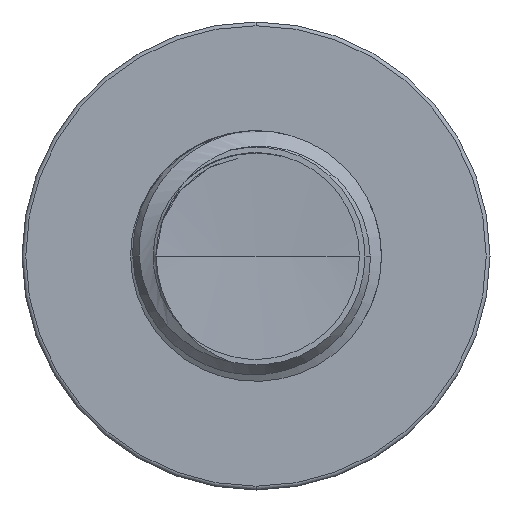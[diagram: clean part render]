
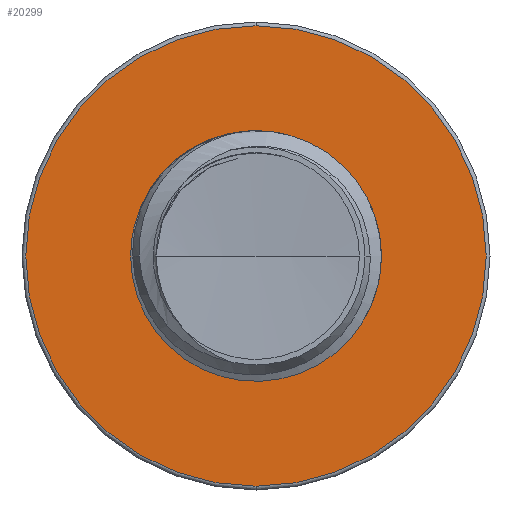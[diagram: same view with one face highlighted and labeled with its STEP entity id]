
A CAD part, front view. The second image highlights one B-rep face of the part: STEP entity #20299.
In plain terms, the highlighted planar face has unit normal (0, -1, 0).
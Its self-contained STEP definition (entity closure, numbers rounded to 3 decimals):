
#2722 = AXIS2_PLACEMENT_3D ( 'NONE', #27972, #27955, #27948 ) ;
#2924 = CARTESIAN_POINT ( 'NONE',  ( 0., 9., 1.436 ) ) ;
#3433 = EDGE_CURVE ( 'NONE', #19360, #22363, #9636, .T. ) ;
#3619 = EDGE_CURVE ( 'NONE', #26546, #19531, #26623, .T. ) ;
#3801 = CARTESIAN_POINT ( 'NONE',  ( 0., 9., 2.755 ) ) ;
#6092 = DIRECTION ( 'NONE',  ( 0., 0., -1. ) ) ;
#6099 = DIRECTION ( 'NONE',  ( 0., -1., 0. ) ) ;
#6123 = CARTESIAN_POINT ( 'NONE',  ( 0., 9., 0. ) ) ;
#7853 = EDGE_CURVE ( 'NONE', #22363, #19360, #19713, .T. ) ;
#9107 = AXIS2_PLACEMENT_3D ( 'NONE', #27081, #27073, #27050 ) ;
#9442 = DIRECTION ( 'NONE',  ( 0., -1., 0. ) ) ;
#9636 = CIRCLE ( 'NONE', #2722, 2.755 ) ;
#10236 = ORIENTED_EDGE ( 'NONE', *, *, #7853, .T. ) ;
#10363 = AXIS2_PLACEMENT_3D ( 'NONE', #23612, #9442, #25754 ) ;
#10834 = EDGE_LOOP ( 'NONE', ( #17395, #29658 ) ) ;
#11374 = CIRCLE ( 'NONE', #10363, 1.436 ) ;
#14804 = FACE_BOUND ( 'NONE', #10834, .T. ) ;
#17395 = ORIENTED_EDGE ( 'NONE', *, *, #3619, .F. ) ;
#19360 = VERTEX_POINT ( 'NONE', #3801 ) ;
#19531 = VERTEX_POINT ( 'NONE', #2924 ) ;
#19713 = CIRCLE ( 'NONE', #20141, 2.755 ) ;
#20141 = AXIS2_PLACEMENT_3D ( 'NONE', #6123, #6099, #6092 ) ;
#20299 = ADVANCED_FACE ( 'NONE', ( #21136, #14804 ), #27037, .T. ) ;
#21136 = FACE_OUTER_BOUND ( 'NONE', #26403, .T. ) ;
#21874 = AXIS2_PLACEMENT_3D ( 'NONE', #27213, #27008, #27003 ) ;
#22137 = CARTESIAN_POINT ( 'NONE',  ( 0., 9., -1.436 ) ) ;
#22363 = VERTEX_POINT ( 'NONE', #22602 ) ;
#22570 = ORIENTED_EDGE ( 'NONE', *, *, #3433, .T. ) ;
#22602 = CARTESIAN_POINT ( 'NONE',  ( 0., 9., -2.755 ) ) ;
#23612 = CARTESIAN_POINT ( 'NONE',  ( 0., 9., 0. ) ) ;
#25754 = DIRECTION ( 'NONE',  ( 0., 0., -1. ) ) ;
#26403 = EDGE_LOOP ( 'NONE', ( #10236, #22570 ) ) ;
#26546 = VERTEX_POINT ( 'NONE', #22137 ) ;
#26623 = CIRCLE ( 'NONE', #9107, 1.436 ) ;
#26683 = EDGE_CURVE ( 'NONE', #19531, #26546, #11374, .T. ) ;
#27003 = DIRECTION ( 'NONE',  ( 0., 0., -1. ) ) ;
#27008 = DIRECTION ( 'NONE',  ( 0., -1., 0. ) ) ;
#27037 = PLANE ( 'NONE',  #21874 ) ;
#27050 = DIRECTION ( 'NONE',  ( 0., 0., -1. ) ) ;
#27073 = DIRECTION ( 'NONE',  ( 0., -1., 0. ) ) ;
#27081 = CARTESIAN_POINT ( 'NONE',  ( 0., 9., 0. ) ) ;
#27213 = CARTESIAN_POINT ( 'NONE',  ( 0., 9., 1.436 ) ) ;
#27948 = DIRECTION ( 'NONE',  ( 0., 0., -1. ) ) ;
#27955 = DIRECTION ( 'NONE',  ( 0., -1., 0. ) ) ;
#27972 = CARTESIAN_POINT ( 'NONE',  ( 0., 9., 0. ) ) ;
#29658 = ORIENTED_EDGE ( 'NONE', *, *, #26683, .F. ) ;
